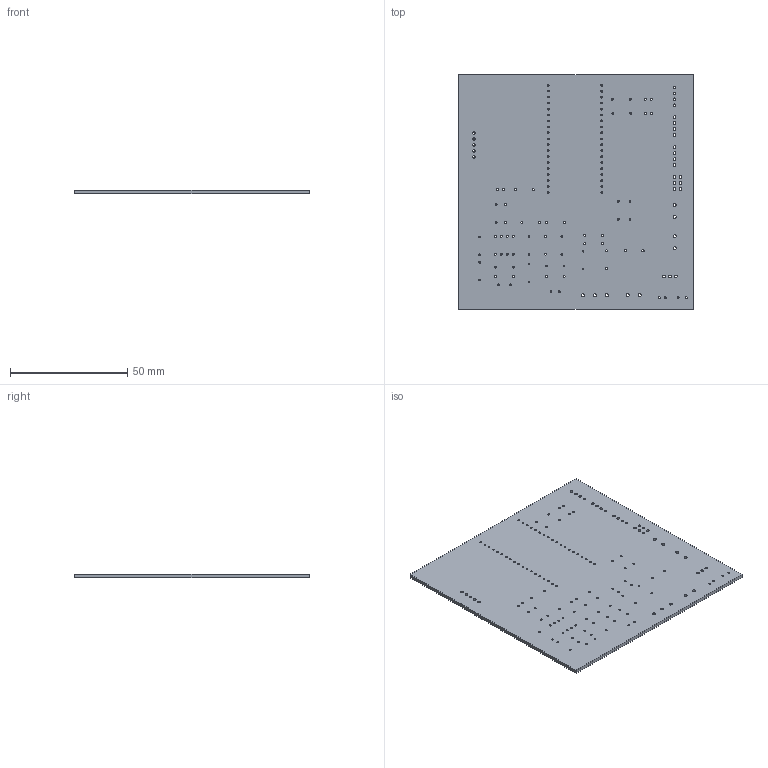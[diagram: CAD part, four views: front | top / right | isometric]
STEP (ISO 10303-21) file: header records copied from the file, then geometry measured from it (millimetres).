
FILE_DESCRIPTION(('KiCad electronic assembly'),'2;1');
FILE_NAME('MotherBoard 2.0.step','2023-08-04T13:23:48',('Pcbnew'),( 'Kicad'),'Open CASCADE STEP processor 7.6','KiCad to STEP converter' ,'Unknown');
FILE_SCHEMA(('AUTOMOTIVE_DESIGN { 1 0 10303 214 1 1 1 1 }'));
Length unit declared in the file: millimetre
Products named in the file (2): MotherBoard 2.0 1; MotherBoard 2.0 PCB
Assembly tree (1 placements, depth 2):
  MotherBoard 2.0 1
    MotherBoard 2.0 PCB
Bounding box: 100 x 100 x 1.58 mm (x, y, z)
Volume: 15658.5 mm3; surface area: 21075.6 mm2
Topology: 1 solids, 1 shells, 149 faces, 441 edges, 294 vertices
Faces by surface type: cylinder 143, plane 6
Full cylindrical faces by diameter (mm): 0.7 x2, 0.75 x12, 0.762 x38, 0.8 x48, 0.9 x6, 1 x2, 1.1 x26, 1.3 x9
Entity records: 12371 total; most frequent: CARTESIAN_POINT 3484, DIRECTION 1625, ORIENTED_EDGE 882, PCURVE 882, DEFINITIONAL_REPRESENTATION 882, LINE 751, VECTOR 751, EDGE_CURVE 441
